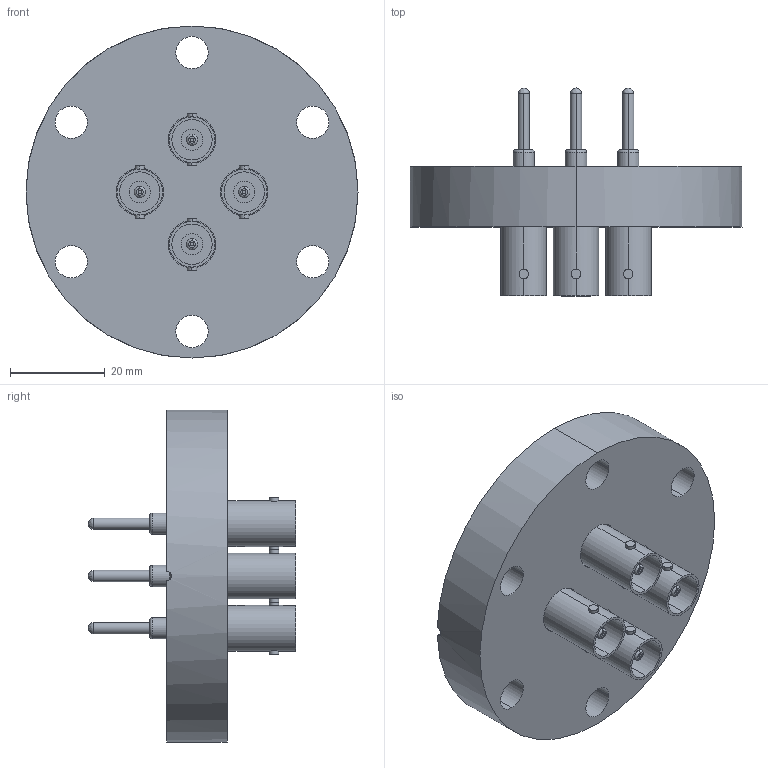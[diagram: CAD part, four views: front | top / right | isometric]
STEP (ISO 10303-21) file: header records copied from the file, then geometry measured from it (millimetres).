
FILE_DESCRIPTION (( 'STEP AP214' ), '1' );
FILE_NAME ('242-BNC50-C40-4.step', '2025-02-18T20:44:08', ( '' ), ( '' ), 'SwSTEP 2.0', 'SolidWorks 2022', '' );
FILE_SCHEMA (( 'AUTOMOTIVE_DESIGN' ));
Length unit declared in the file: millimetre
Products named in the file (3): 242-BNC50-I; 9411-C40-9.6-4_411-CB40; 242-BNC50-C40-4
Assembly tree (5 placements, depth 2):
  242-BNC50-C40-4
    9411-C40-9.6-4_411-CB40
    242-BNC50-I  x4
Bounding box: 69.9 x 43.75 x 69.9 mm (x, y, z)
Volume: 40220.1 mm3; surface area: 20079.7 mm2
Topology: 1 solids, 9 shells, 190 faces, 420 edges, 260 vertices
Faces by surface type: cylinder 114, plane 48, torus 16, bspline 8, cone 4
Entity records: 2681 total; most frequent: CARTESIAN_POINT 561, DIRECTION 476, ORIENTED_EDGE 374, AXIS2_PLACEMENT_3D 207, EDGE_CURVE 188, VERTEX_POINT 122, CIRCLE 118, EDGE_LOOP 113
